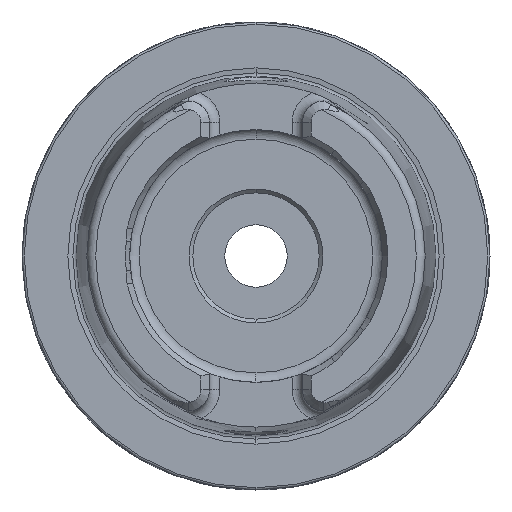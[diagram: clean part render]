
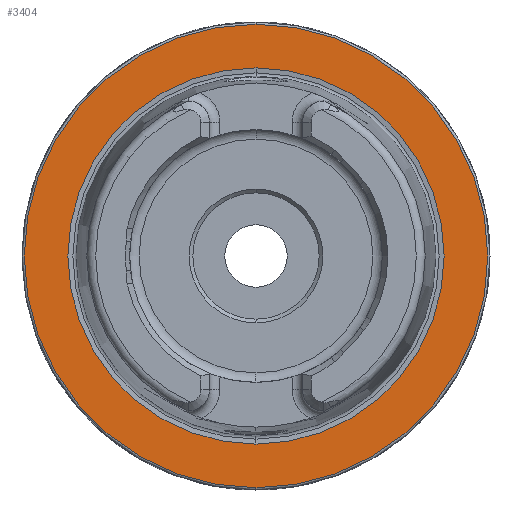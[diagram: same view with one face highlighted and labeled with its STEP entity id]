
A CAD part, left-side view. The second image highlights one B-rep face of the part: STEP entity #3404.
In plain terms, the highlighted planar face has unit normal (-1, 0, 0).
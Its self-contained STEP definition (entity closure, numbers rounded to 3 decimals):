
#258 = CARTESIAN_POINT ( 'NONE',  ( 0., 0., 0. ) ) ;
#259 = DIRECTION ( 'NONE',  ( -1., 0., 0. ) ) ;
#260 = DIRECTION ( 'NONE',  ( 0., 0., 1. ) ) ;
#671 = CIRCLE ( 'NONE', #1015, 25.324 ) ;
#682 = CIRCLE ( 'NONE', #1021, 31.2 ) ;
#943 = AXIS2_PLACEMENT_3D ( 'NONE', #6105, #6110, #6111 ) ;
#990 = AXIS2_PLACEMENT_3D ( 'NONE', #258, #259, #260 ) ;
#1015 = AXIS2_PLACEMENT_3D ( 'NONE', #8156, #8157, #8158 ) ;
#1021 = AXIS2_PLACEMENT_3D ( 'NONE', #4089, #4090, #4091 ) ;
#1091 = AXIS2_PLACEMENT_3D ( 'NONE', #7374, #7375, #7376 ) ;
#3213 = CARTESIAN_POINT ( 'NONE',  ( 0., 0., 25.324 ) ) ;
#3214 = CARTESIAN_POINT ( 'NONE',  ( 0., 0., -25.324 ) ) ;
#3216 = CARTESIAN_POINT ( 'NONE',  ( 0., 0., 31.2 ) ) ;
#3220 = CARTESIAN_POINT ( 'NONE',  ( 0., 0., -31.2 ) ) ;
#3404 = ADVANCED_FACE ( 'NONE', ( #4799, #4801 ), #6108, .F. ) ;
#3790 = ORIENTED_EDGE ( 'NONE', *, *, #6423, .F. ) ;
#3791 = ORIENTED_EDGE ( 'NONE', *, *, #5495, .F. ) ;
#3792 = ORIENTED_EDGE ( 'NONE', *, *, #5504, .T. ) ;
#3793 = ORIENTED_EDGE ( 'NONE', *, *, #3920, .T. ) ;
#3920 = EDGE_CURVE ( 'NONE', #8591, #8592, #4906, .T. ) ;
#4089 = CARTESIAN_POINT ( 'NONE',  ( 0., 0., 0. ) ) ;
#4090 = DIRECTION ( 'NONE',  ( -1., 0., 0. ) ) ;
#4091 = DIRECTION ( 'NONE',  ( 0., 0., 1. ) ) ;
#4296 = CIRCLE ( 'NONE', #1091, 25.324 ) ;
#4799 = FACE_BOUND ( 'NONE', #8519, .T. ) ;
#4801 = FACE_OUTER_BOUND ( 'NONE', #8504, .T. ) ;
#4906 = CIRCLE ( 'NONE', #990, 31.2 ) ;
#5495 = EDGE_CURVE ( 'NONE', #8587, #8586, #671, .T. ) ;
#5504 = EDGE_CURVE ( 'NONE', #8592, #8591, #682, .T. ) ;
#6105 = CARTESIAN_POINT ( 'NONE',  ( 0., 31.2, 0. ) ) ;
#6108 = PLANE ( 'NONE',  #943 ) ;
#6110 = DIRECTION ( 'NONE',  ( 1., 0., 0. ) ) ;
#6111 = DIRECTION ( 'NONE',  ( 0., 0., -1. ) ) ;
#6423 = EDGE_CURVE ( 'NONE', #8586, #8587, #4296, .T. ) ;
#7374 = CARTESIAN_POINT ( 'NONE',  ( 0., 0., 0. ) ) ;
#7375 = DIRECTION ( 'NONE',  ( -1., 0., 0. ) ) ;
#7376 = DIRECTION ( 'NONE',  ( 0., 0., 1. ) ) ;
#8156 = CARTESIAN_POINT ( 'NONE',  ( 0., 0., 0. ) ) ;
#8157 = DIRECTION ( 'NONE',  ( -1., 0., 0. ) ) ;
#8158 = DIRECTION ( 'NONE',  ( 0., 0., 1. ) ) ;
#8504 = EDGE_LOOP ( 'NONE', ( #3792, #3793 ) ) ;
#8519 = EDGE_LOOP ( 'NONE', ( #3790, #3791 ) ) ;
#8586 = VERTEX_POINT ( 'NONE', #3213 ) ;
#8587 = VERTEX_POINT ( 'NONE', #3214 ) ;
#8591 = VERTEX_POINT ( 'NONE', #3220 ) ;
#8592 = VERTEX_POINT ( 'NONE', #3216 ) ;
